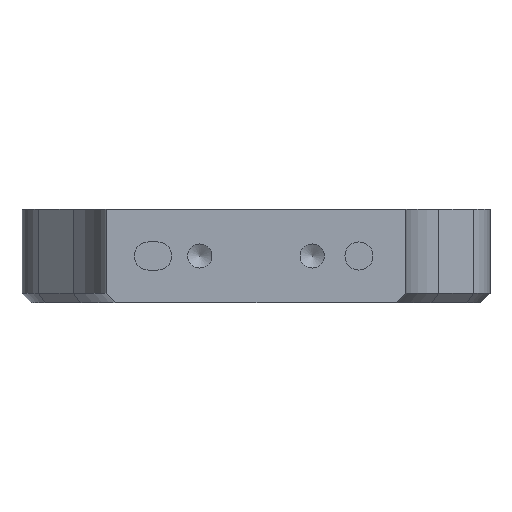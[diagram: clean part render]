
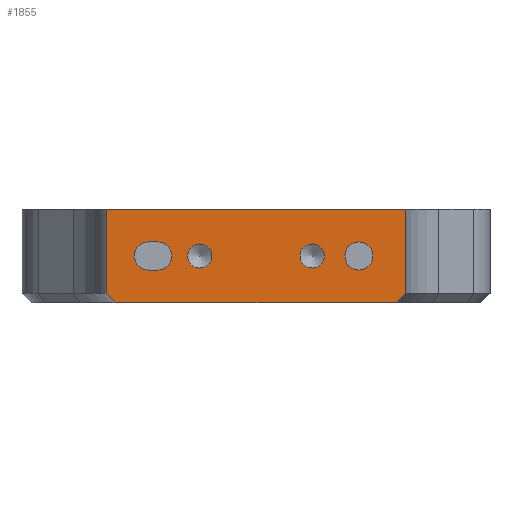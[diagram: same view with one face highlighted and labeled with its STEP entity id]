
A CAD part, left-side view. The second image highlights one B-rep face of the part: STEP entity #1855.
In plain terms, the highlighted planar face has unit normal (-1, 0, 0).
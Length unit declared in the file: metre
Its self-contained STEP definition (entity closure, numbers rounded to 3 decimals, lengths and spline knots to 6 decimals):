
#93=LINE('',#2814,#241);
#94=LINE('',#2817,#242);
#95=LINE('',#2819,#243);
#96=LINE('',#2821,#244);
#97=LINE('',#2823,#245);
#98=LINE('',#2825,#246);
#99=LINE('',#2828,#247);
#100=LINE('',#2833,#248);
#241=VECTOR('',#2223,1.);
#242=VECTOR('',#2224,1.);
#243=VECTOR('',#2225,1.);
#244=VECTOR('',#2226,1.);
#245=VECTOR('',#2227,1.);
#246=VECTOR('',#2228,1.);
#247=VECTOR('',#2231,1.);
#248=VECTOR('',#2234,1.);
#391=ORIENTED_EDGE('',*,*,#895,.T.);
#392=ORIENTED_EDGE('',*,*,#896,.T.);
#393=ORIENTED_EDGE('',*,*,#897,.T.);
#394=ORIENTED_EDGE('',*,*,#898,.T.);
#395=ORIENTED_EDGE('',*,*,#899,.F.);
#396=ORIENTED_EDGE('',*,*,#900,.F.);
#397=ORIENTED_EDGE('',*,*,#901,.T.);
#398=ORIENTED_EDGE('',*,*,#902,.T.);
#399=ORIENTED_EDGE('',*,*,#903,.F.);
#400=ORIENTED_EDGE('',*,*,#904,.T.);
#401=ORIENTED_EDGE('',*,*,#905,.F.);
#402=ORIENTED_EDGE('',*,*,#906,.F.);
#403=ORIENTED_EDGE('',*,*,#907,.F.);
#895=EDGE_CURVE('',#1147,#1147,#1337,.T.);
#896=EDGE_CURVE('',#1148,#1148,#1338,.T.);
#897=EDGE_CURVE('',#1149,#1150,#93,.T.);
#898=EDGE_CURVE('',#1150,#1151,#94,.F.);
#899=EDGE_CURVE('',#1152,#1151,#95,.T.);
#900=EDGE_CURVE('',#1153,#1152,#96,.T.);
#901=EDGE_CURVE('',#1153,#1154,#97,.T.);
#902=EDGE_CURVE('',#1154,#1149,#98,.T.);
#903=EDGE_CURVE('',#1155,#1155,#1339,.T.);
#904=EDGE_CURVE('',#1156,#1157,#99,.T.);
#905=EDGE_CURVE('',#1158,#1157,#1340,.T.);
#906=EDGE_CURVE('',#1159,#1158,#100,.T.);
#907=EDGE_CURVE('',#1156,#1159,#1341,.T.);
#1147=VERTEX_POINT('',#2811);
#1148=VERTEX_POINT('',#2813);
#1149=VERTEX_POINT('',#2815);
#1150=VERTEX_POINT('',#2816);
#1151=VERTEX_POINT('',#2818);
#1152=VERTEX_POINT('',#2820);
#1153=VERTEX_POINT('',#2822);
#1154=VERTEX_POINT('',#2824);
#1155=VERTEX_POINT('',#2827);
#1156=VERTEX_POINT('',#2829);
#1157=VERTEX_POINT('',#2830);
#1158=VERTEX_POINT('',#2832);
#1159=VERTEX_POINT('',#2834);
#1337=CIRCLE('',#1991,0.001286);
#1338=CIRCLE('',#1992,0.001286);
#1339=CIRCLE('',#1993,0.0015);
#1340=CIRCLE('',#1994,0.0015);
#1341=CIRCLE('',#1995,0.0015);
#1439=EDGE_LOOP('',(#391));
#1440=EDGE_LOOP('',(#392));
#1441=EDGE_LOOP('',(#393,#394,#395,#396,#397,#398));
#1442=EDGE_LOOP('',(#399));
#1443=EDGE_LOOP('',(#400,#401,#402,#403));
#1615=FACE_BOUND('',#1439,.T.);
#1616=FACE_BOUND('',#1440,.T.);
#1617=FACE_BOUND('',#1441,.T.);
#1618=FACE_BOUND('',#1442,.T.);
#1619=FACE_BOUND('',#1443,.T.);
#1802=PLANE('',#1990);
#1855=ADVANCED_FACE('',(#1615,#1616,#1617,#1618,#1619),#1802,.F.);
#1990=AXIS2_PLACEMENT_3D('',#2809,#2217,#2218);
#1991=AXIS2_PLACEMENT_3D('',#2810,#2219,#2220);
#1992=AXIS2_PLACEMENT_3D('',#2812,#2221,#2222);
#1993=AXIS2_PLACEMENT_3D('',#2826,#2229,#2230);
#1994=AXIS2_PLACEMENT_3D('',#2831,#2232,#2233);
#1995=AXIS2_PLACEMENT_3D('',#2835,#2235,#2236);
#2217=DIRECTION('',(1.,0.,0.));
#2218=DIRECTION('',(0.,1.,0.));
#2219=DIRECTION('',(1.,0.,0.));
#2220=DIRECTION('',(0.,1.,0.));
#2221=DIRECTION('',(1.,0.,0.));
#2222=DIRECTION('',(0.,1.,0.));
#2223=DIRECTION('',(0.,-1.,0.));
#2224=DIRECTION('',(0.,0.707,-0.707));
#2225=DIRECTION('',(0.,0.,-1.));
#2226=DIRECTION('',(0.,-1.,0.));
#2227=DIRECTION('',(0.,0.,-1.));
#2228=DIRECTION('',(0.,-0.707,-0.707));
#2229=DIRECTION('',(-1.,0.,0.));
#2230=DIRECTION('',(0.,-1.,0.));
#2231=DIRECTION('',(0.,-1.,0.));
#2232=DIRECTION('',(-1.,0.,0.));
#2233=DIRECTION('',(0.,-1.,0.));
#2234=DIRECTION('',(0.,-1.,0.));
#2235=DIRECTION('',(-1.,0.,0.));
#2236=DIRECTION('',(0.,-1.,0.));
#2809=CARTESIAN_POINT('',(-0.047,0.,0.01));
#2810=CARTESIAN_POINT('',(-0.047,0.006,0.005));
#2811=CARTESIAN_POINT('',(-0.047,0.007286,0.005));
#2812=CARTESIAN_POINT('',(-0.047,-0.006,0.005));
#2813=CARTESIAN_POINT('',(-0.047,-0.004715,0.005));
#2814=CARTESIAN_POINT('',(-0.047,0.,0.));
#2815=CARTESIAN_POINT('',(-0.047,0.015,0.));
#2816=CARTESIAN_POINT('',(-0.047,-0.015,0.));
#2817=CARTESIAN_POINT('',(-0.047,-0.016,0.001));
#2818=CARTESIAN_POINT('',(-0.047,-0.016,0.001));
#2819=CARTESIAN_POINT('',(-0.047,-0.016,0.01));
#2820=CARTESIAN_POINT('',(-0.047,-0.016,0.01));
#2821=CARTESIAN_POINT('',(-0.047,0.,0.01));
#2822=CARTESIAN_POINT('',(-0.047,0.016,0.01));
#2823=CARTESIAN_POINT('',(-0.047,0.016,0.01));
#2824=CARTESIAN_POINT('',(-0.047,0.016,0.001));
#2825=CARTESIAN_POINT('',(-0.047,0.015,0.));
#2826=CARTESIAN_POINT('',(-0.047,-0.011,0.005));
#2827=CARTESIAN_POINT('',(-0.047,-0.0125,0.005));
#2828=CARTESIAN_POINT('',(-0.047,0.011,0.0065));
#2829=CARTESIAN_POINT('',(-0.047,0.0115,0.0065));
#2830=CARTESIAN_POINT('',(-0.047,0.0105,0.0065));
#2831=CARTESIAN_POINT('',(-0.047,0.0105,0.005));
#2832=CARTESIAN_POINT('',(-0.047,0.0105,0.0035));
#2833=CARTESIAN_POINT('',(-0.047,0.011,0.0035));
#2834=CARTESIAN_POINT('',(-0.047,0.0115,0.0035));
#2835=CARTESIAN_POINT('',(-0.047,0.0115,0.005));
